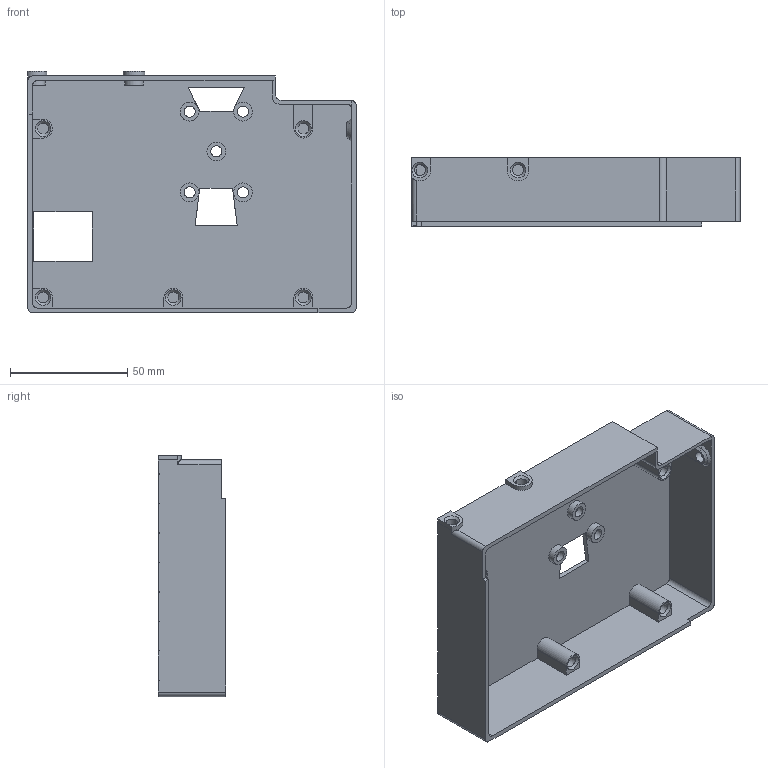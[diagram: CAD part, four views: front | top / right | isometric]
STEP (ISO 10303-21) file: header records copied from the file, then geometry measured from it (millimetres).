
FILE_DESCRIPTION(('FreeCAD Model'),'2;1');
FILE_NAME('touchscreen_case.step','2019-08-15T14:08:46',( 'Author'),(''),'Open CASCADE STEP processor 6.9','FreeCAD','Unknown' );
FILE_SCHEMA(('AUTOMOTIVE_DESIGN { 1 0 10303 214 1 1 1 1 }'));
Length unit declared in the file: millimetre
Products named in the file (1): LinearPattern
Bounding box: 140 x 29 x 103 mm (x, y, z)
Volume: 54920.8 mm3; surface area: 55630 mm2
Topology: 1 solids, 1 shells, 184 faces, 503 edges, 324 vertices
Faces by surface type: plane 120, cylinder 45, cone 18, bspline 1
Full cylindrical faces by diameter (mm): 4.7 x19, 8 x5
Entity records: 13062 total; most frequent: CARTESIAN_POINT 3132, DIRECTION 1801, LINE 1131, VECTOR 1131, ORIENTED_EDGE 1006, PCURVE 1006, DEFINITIONAL_REPRESENTATION 1006, EDGE_CURVE 503
